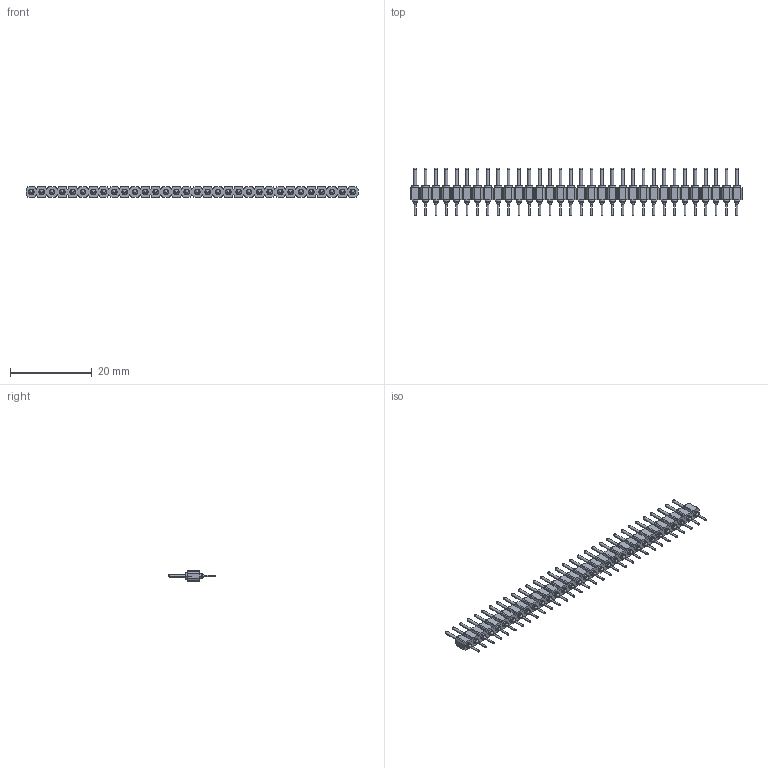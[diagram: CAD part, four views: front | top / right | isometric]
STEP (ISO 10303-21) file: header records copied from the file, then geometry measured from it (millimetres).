
FILE_DESCRIPTION(('STEP AP242'),'1');
FILE_NAME('d01-9923246.stp','2023-09-11T07:21:04',('TraceParts'),('TraceParts S.A.'),'Spatial InterOp 3D',' ',' ');
FILE_SCHEMA(('AP242_MANAGED_MODEL_BASED_3D_ENGINEERING_MIM_LF {1 0 10303 442 1 1 4}'));
Length unit declared in the file: millimetre
Products named in the file (1): d01-9923246_1
Bounding box: 81.28 x 11.72 x 2.54 mm (x, y, z)
Volume: 679.9 mm3; surface area: 2600.2 mm2
Topology: 33 solids, 33 shells, 1220 faces, 3014 edges, 1860 vertices
Faces by surface type: cylinder 576, plane 324, sphere 128, cone 128, torus 64
Entity records: 36210 total; most frequent: DIRECTION 6992, CARTESIAN_POINT 5999, ORIENTED_EDGE 5772, EDGE_CURVE 2886, AXIS2_PLACEMENT_3D 2853, VERTEX_POINT 1860, CIRCLE 1600, EDGE_LOOP 1412
